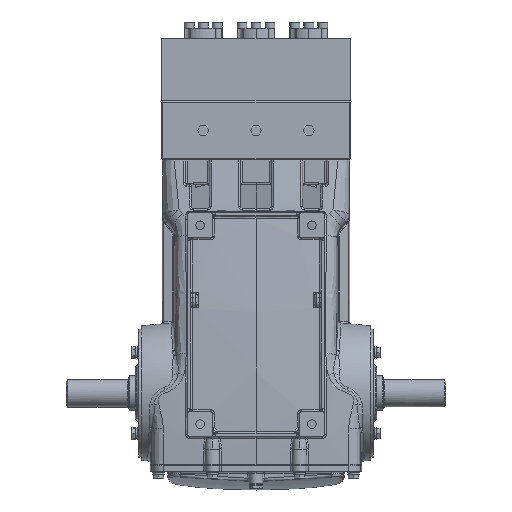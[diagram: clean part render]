
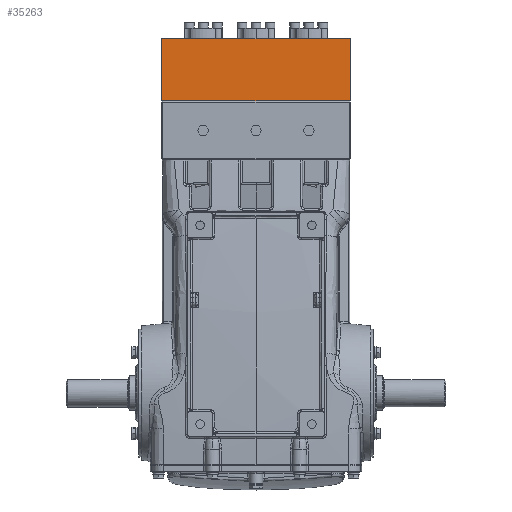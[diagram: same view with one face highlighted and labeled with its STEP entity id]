
A CAD part, front view. The second image highlights one B-rep face of the part: STEP entity #35263.
In plain terms, the highlighted planar face has unit normal (0, -1, 0).
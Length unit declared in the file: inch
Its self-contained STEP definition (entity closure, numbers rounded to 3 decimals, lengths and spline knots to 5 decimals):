
#7175 = ORIENTED_EDGE ( 'NONE', *, *, #62794, .T. ) ;
#10416 = LINE ( 'NONE', #22776, #46515 ) ;
#15688 = VECTOR ( 'NONE', #44689, 39.37008 ) ;
#16474 = DIRECTION ( 'NONE',  ( 0., 1., 0. ) ) ;
#17295 = CARTESIAN_POINT ( 'NONE',  ( -5.98425, -3.77953, 22.44094 ) ) ;
#17678 = CARTESIAN_POINT ( 'NONE',  ( -5.98425, -3.77953, 18.50394 ) ) ;
#17798 = CARTESIAN_POINT ( 'NONE',  ( 5.98425, -3.77953, 22.44094 ) ) ;
#17893 = CARTESIAN_POINT ( 'NONE',  ( 5.98425, -3.77953, 22.44094 ) ) ;
#18680 = CARTESIAN_POINT ( 'NONE',  ( -5.98425, -3.77953, 22.44094 ) ) ;
#22776 = CARTESIAN_POINT ( 'NONE',  ( -5.98425, -3.77953, 18.50394 ) ) ;
#22997 = EDGE_CURVE ( 'NONE', #49631, #63482, #36786, .T. ) ;
#23494 = PLANE ( 'NONE',  #80623 ) ;
#25060 = ORIENTED_EDGE ( 'NONE', *, *, #32240, .F. ) ;
#26329 = EDGE_LOOP ( 'NONE', ( #36651, #51156, #25060, #7175 ) ) ;
#28848 = DIRECTION ( 'NONE',  ( 0., 0., 1. ) ) ;
#31983 = CARTESIAN_POINT ( 'NONE',  ( -5.98425, -3.77953, 22.44094 ) ) ;
#32240 = EDGE_CURVE ( 'NONE', #80541, #49631, #64104, .T. ) ;
#35263 = ADVANCED_FACE ( 'NONE', ( #73480 ), #23494, .F. ) ;
#36651 = ORIENTED_EDGE ( 'NONE', *, *, #76551, .T. ) ;
#36786 = LINE ( 'NONE', #17798, #75621 ) ;
#39887 = VERTEX_POINT ( 'NONE', #17678 ) ;
#44689 = DIRECTION ( 'NONE',  ( 1., 0., 0. ) ) ;
#46515 = VECTOR ( 'NONE', #67015, 39.37008 ) ;
#49631 = VERTEX_POINT ( 'NONE', #17893 ) ;
#51156 = ORIENTED_EDGE ( 'NONE', *, *, #22997, .F. ) ;
#57610 = LINE ( 'NONE', #31983, #67455 ) ;
#62794 = EDGE_CURVE ( 'NONE', #80541, #39887, #57610, .T. ) ;
#63482 = VERTEX_POINT ( 'NONE', #81190 ) ;
#63934 = CARTESIAN_POINT ( 'NONE',  ( -5.98425, -3.77953, 22.44094 ) ) ;
#64104 = LINE ( 'NONE', #18680, #15688 ) ;
#67015 = DIRECTION ( 'NONE',  ( 1., 0., 0. ) ) ;
#67455 = VECTOR ( 'NONE', #76203, 39.37008 ) ;
#73480 = FACE_OUTER_BOUND ( 'NONE', #26329, .T. ) ;
#75621 = VECTOR ( 'NONE', #79358, 39.37008 ) ;
#76203 = DIRECTION ( 'NONE',  ( 0., 0., -1. ) ) ;
#76551 = EDGE_CURVE ( 'NONE', #39887, #63482, #10416, .T. ) ;
#79358 = DIRECTION ( 'NONE',  ( 0., 0., -1. ) ) ;
#80541 = VERTEX_POINT ( 'NONE', #63934 ) ;
#80623 = AXIS2_PLACEMENT_3D ( 'NONE', #17295, #16474, #28848 ) ;
#81190 = CARTESIAN_POINT ( 'NONE',  ( 5.98425, -3.77953, 18.50394 ) ) ;
